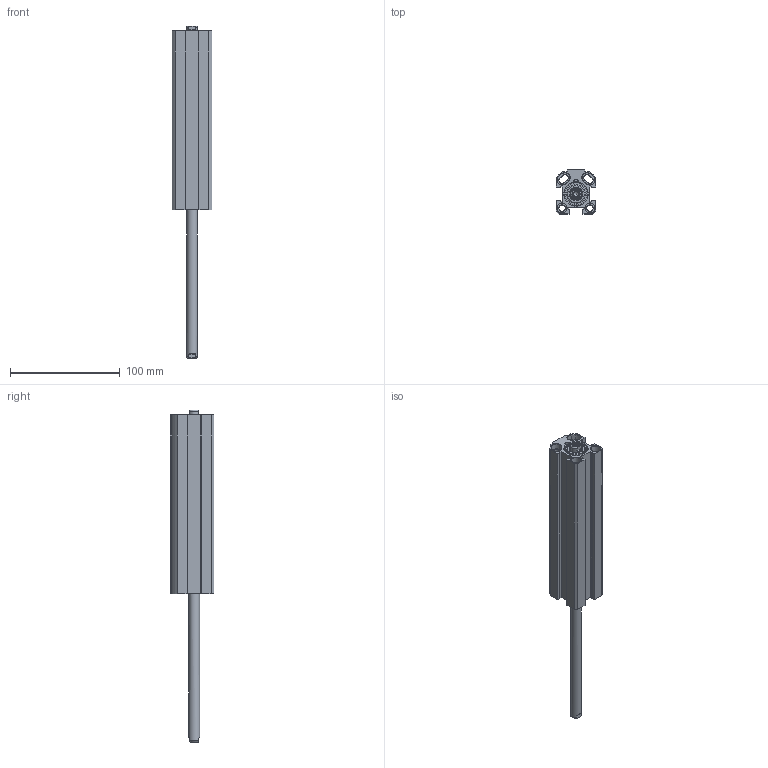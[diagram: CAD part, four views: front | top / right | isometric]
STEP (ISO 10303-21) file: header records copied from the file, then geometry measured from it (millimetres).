
FILE_DESCRIPTION((''),'2;1');
FILE_NAME('FDMP020.125.GS.F.stp','2014-06-09T16:08:01',('carlo.corazza'),(''),'Autodesk Inventor 2012','Autodesk Inventor 2012','');
FILE_SCHEMA(('AUTOMOTIVE_DESIGN { 1 0 10303 214 1 1 1 1 }'));
Length unit declared in the file: millimetre
Products named in the file (4): FDMP020..GS.F; CORPO-125; STELO-125; TA
Assembly tree (5 placements, depth 2):
  FDMP020..GS.F
    CORPO-125
    STELO-125  x2
    TA  x2
Bounding box: 36 x 40 x 303 mm (x, y, z)
Volume: 134874.6 mm3; surface area: 68971.5 mm2
Topology: 7 solids, 7 shells, 247 faces, 589 edges, 378 vertices
Faces by surface type: plane 106, cylinder 83, cone 44, torus 14
Full cylindrical faces by diameter (mm): 1.6 x2, 4.134 x6, 5.25 x2, 5.8 x2, 8.8 x4, 10 x2, 10.48 x2, 11.4 x2, 13.84 x2, 14 x2, 16.5 x2, 20 x1, 21.6 x4, 22.8 x2
Entity records: 6072 total; most frequent: CARTESIAN_POINT 1108, DIRECTION 1018, ORIENTED_EDGE 840, EDGE_CURVE 420, AXIS2_PLACEMENT_3D 400, VERTEX_POINT 298, EDGE_LOOP 288, VECTOR 218
